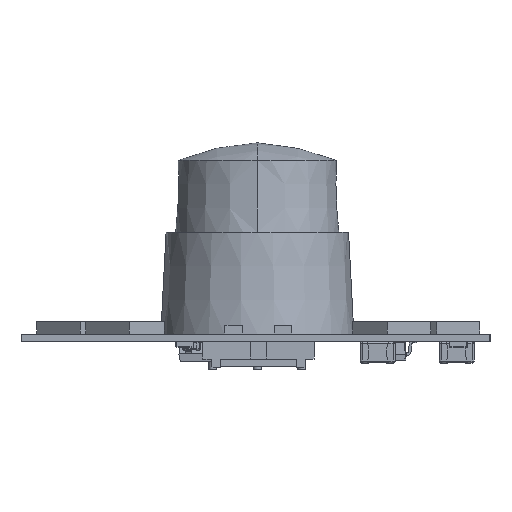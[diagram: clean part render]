
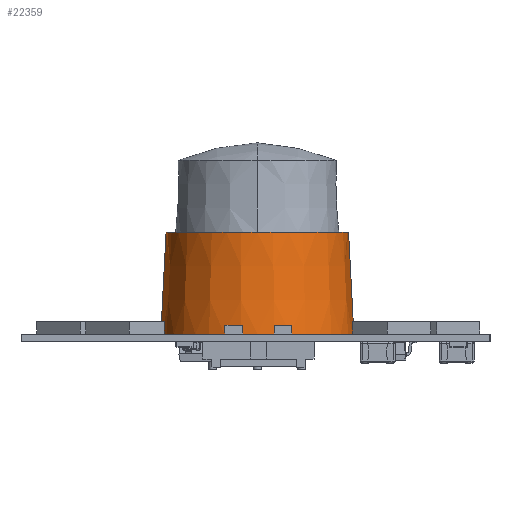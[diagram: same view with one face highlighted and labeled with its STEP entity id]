
A CAD part, left-side view. The second image highlights one B-rep face of the part: STEP entity #22359.
In plain terms, the highlighted conical face has half-angle 2.961 degrees and reference radius 5.5 mm.
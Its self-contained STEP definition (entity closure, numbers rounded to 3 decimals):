
#22276 = VERTEX_POINT('',#22277);
#22277 = CARTESIAN_POINT('',(5.2,0.,5.8));
#22278 = VERTEX_POINT('',#22279);
#22279 = CARTESIAN_POINT('',(-5.2,0.,5.8));
#22286 = EDGE_CURVE('',#22276,#22287,#22289,.T.);
#22287 = VERTEX_POINT('',#22288);
#22288 = CARTESIAN_POINT('',(5.5,0.,0.));
#22289 = LINE('',#22290,#22291);
#22290 = CARTESIAN_POINT('',(5.5,0.,0.));
#22291 = VECTOR('',#22292,1.);
#22292 = DIRECTION('',(0.052,0.,
    -0.999));
#22295 = VERTEX_POINT('',#22296);
#22296 = CARTESIAN_POINT('',(-5.5,0.,0.));
#22303 = EDGE_CURVE('',#22278,#22295,#22304,.T.);
#22304 = LINE('',#22305,#22306);
#22305 = CARTESIAN_POINT('',(-5.5,0.,0.));
#22306 = VECTOR('',#22307,1.);
#22307 = DIRECTION('',(-0.052,0.,-0.999));
#22347 = EDGE_CURVE('',#22295,#22287,#22348,.T.);
#22348 = CIRCLE('',#22349,5.5);
#22349 = AXIS2_PLACEMENT_3D('',#22350,#22351,#22352);
#22350 = CARTESIAN_POINT('',(0.,0.,0.));
#22351 = DIRECTION('',(0.,0.,1.));
#22352 = DIRECTION('',(1.,0.,0.));
#22359 = ADVANCED_FACE('',(#22360),#22372,.T.);
#22360 = FACE_BOUND('',#22361,.T.);
#22361 = EDGE_LOOP('',(#22362,#22363,#22370,#22371));
#22362 = ORIENTED_EDGE('',*,*,#22286,.F.);
#22363 = ORIENTED_EDGE('',*,*,#22364,.F.);
#22364 = EDGE_CURVE('',#22278,#22276,#22365,.T.);
#22365 = CIRCLE('',#22366,5.2);
#22366 = AXIS2_PLACEMENT_3D('',#22367,#22368,#22369);
#22367 = CARTESIAN_POINT('',(0.,0.,5.8));
#22368 = DIRECTION('',(0.,0.,1.));
#22369 = DIRECTION('',(1.,0.,0.));
#22370 = ORIENTED_EDGE('',*,*,#22303,.T.);
#22371 = ORIENTED_EDGE('',*,*,#22347,.T.);
#22372 = CONICAL_SURFACE('',#22373,5.5,0.052);
#22373 = AXIS2_PLACEMENT_3D('',#22374,#22375,#22376);
#22374 = CARTESIAN_POINT('',(0.,0.,0.));
#22375 = DIRECTION('',(0.,0.,-1.));
#22376 = DIRECTION('',(-1.,0.,0.));
